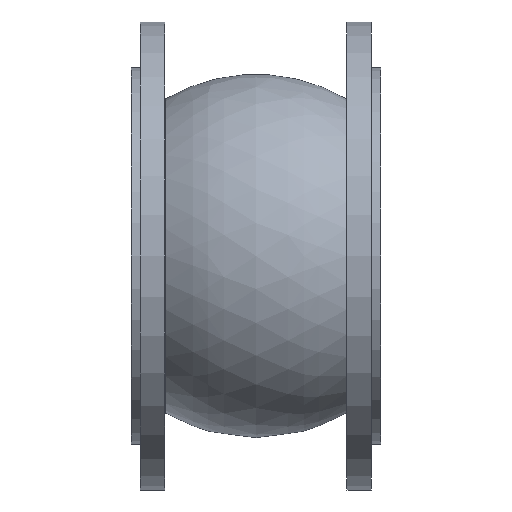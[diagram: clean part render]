
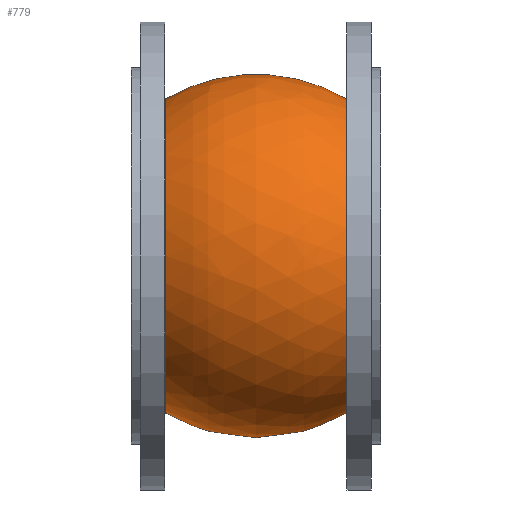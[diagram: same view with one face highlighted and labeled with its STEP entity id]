
A CAD part, left-side view. The second image highlights one B-rep face of the part: STEP entity #779.
In plain terms, the highlighted free-form (B-spline) face has degree [2, 2] with [3, 9] control points.
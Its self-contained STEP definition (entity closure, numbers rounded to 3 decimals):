
#14=(
BOUNDED_SURFACE()
B_SPLINE_SURFACE(2,2,((#1330,#1331,#1332,#1333,#1334,#1335,#1336,#1337,
#1338),(#1339,#1340,#1341,#1342,#1343,#1344,#1345,#1346,#1347),(#1348,#1349,
#1350,#1351,#1352,#1353,#1354,#1355,#1356)),.UNSPECIFIED.,.F.,.T.,.F.)
B_SPLINE_SURFACE_WITH_KNOTS((3,3),(3,2,2,2,3),(-0.53,0.53),
(-3.142,-1.571,0.,1.571,3.142),
 .UNSPECIFIED.)
GEOMETRIC_REPRESENTATION_ITEM()
RATIONAL_B_SPLINE_SURFACE(((1.,0.707,1.,0.707,1.,
0.707,1.,0.707,1.),(0.863,0.61,
0.863,0.61,0.863,0.61,
0.863,0.61,0.863),(1.,0.707,
1.,0.707,1.,0.707,1.,0.707,1.)))
REPRESENTATION_ITEM('')
SURFACE()
);
#114=FACE_OUTER_BOUND('',#206,.T.);
#206=EDGE_LOOP('',(#670,#671,#672,#673));
#315=CIRCLE('',#876,154.343);
#328=CIRCLE('',#900,154.343);
#329=CIRCLE('',#901,175.837);
#380=VERTEX_POINT('',#1289);
#391=VERTEX_POINT('',#1327);
#467=EDGE_CURVE('',#380,#380,#315,.T.);
#484=EDGE_CURVE('',#391,#391,#328,.T.);
#485=EDGE_CURVE('',#380,#391,#329,.T.);
#670=ORIENTED_EDGE('',*,*,#467,.F.);
#671=ORIENTED_EDGE('',*,*,#485,.T.);
#672=ORIENTED_EDGE('',*,*,#484,.T.);
#673=ORIENTED_EDGE('',*,*,#485,.F.);
#779=ADVANCED_FACE('',(#114),#14,.F.);
#876=AXIS2_PLACEMENT_3D('',#1290,#1081,#1082);
#900=AXIS2_PLACEMENT_3D('',#1329,#1133,#1134);
#901=AXIS2_PLACEMENT_3D('',#1357,#1135,#1136);
#1081=DIRECTION('center_axis',(0.,-1.,0.));
#1082=DIRECTION('ref_axis',(1.,0.,0.));
#1133=DIRECTION('center_axis',(0.,-1.,0.));
#1134=DIRECTION('ref_axis',(1.,0.,0.));
#1135=DIRECTION('center_axis',(-1.,0.,0.));
#1136=DIRECTION('ref_axis',(0.,0.,1.));
#1289=CARTESIAN_POINT('',(0.,33.583,154.343));
#1290=CARTESIAN_POINT('Origin',(0.,33.583,0.));
#1327=CARTESIAN_POINT('',(0.,211.417,154.343));
#1329=CARTESIAN_POINT('Origin',(0.,211.417,0.));
#1330=CARTESIAN_POINT('Ctrl Pts',(0.,211.417,154.343));
#1331=CARTESIAN_POINT('Ctrl Pts',(-154.343,211.417,154.343));
#1332=CARTESIAN_POINT('Ctrl Pts',(-154.343,211.417,0.));
#1333=CARTESIAN_POINT('Ctrl Pts',(-154.343,211.417,-154.343));
#1334=CARTESIAN_POINT('Ctrl Pts',(0.,211.417,-154.343));
#1335=CARTESIAN_POINT('Ctrl Pts',(154.343,211.417,-154.343));
#1336=CARTESIAN_POINT('Ctrl Pts',(154.343,211.417,0.));
#1337=CARTESIAN_POINT('Ctrl Pts',(154.343,211.417,154.343));
#1338=CARTESIAN_POINT('Ctrl Pts',(0.,211.417,154.343));
#1339=CARTESIAN_POINT('Ctrl Pts',(0.,122.5,206.461));
#1340=CARTESIAN_POINT('Ctrl Pts',(-206.461,122.5,206.461));
#1341=CARTESIAN_POINT('Ctrl Pts',(-206.461,122.5,0.));
#1342=CARTESIAN_POINT('Ctrl Pts',(-206.461,122.5,-206.461));
#1343=CARTESIAN_POINT('Ctrl Pts',(0.,122.5,-206.461));
#1344=CARTESIAN_POINT('Ctrl Pts',(206.461,122.5,-206.461));
#1345=CARTESIAN_POINT('Ctrl Pts',(206.461,122.5,0.));
#1346=CARTESIAN_POINT('Ctrl Pts',(206.461,122.5,206.461));
#1347=CARTESIAN_POINT('Ctrl Pts',(0.,122.5,206.461));
#1348=CARTESIAN_POINT('Ctrl Pts',(0.,33.583,154.343));
#1349=CARTESIAN_POINT('Ctrl Pts',(-154.343,33.583,154.343));
#1350=CARTESIAN_POINT('Ctrl Pts',(-154.343,33.583,0.));
#1351=CARTESIAN_POINT('Ctrl Pts',(-154.343,33.583,-154.343));
#1352=CARTESIAN_POINT('Ctrl Pts',(0.,33.583,-154.343));
#1353=CARTESIAN_POINT('Ctrl Pts',(154.343,33.583,-154.343));
#1354=CARTESIAN_POINT('Ctrl Pts',(154.343,33.583,0.));
#1355=CARTESIAN_POINT('Ctrl Pts',(154.343,33.583,154.343));
#1356=CARTESIAN_POINT('Ctrl Pts',(0.,33.583,154.343));
#1357=CARTESIAN_POINT('Origin',(0.,122.5,
2.644));
